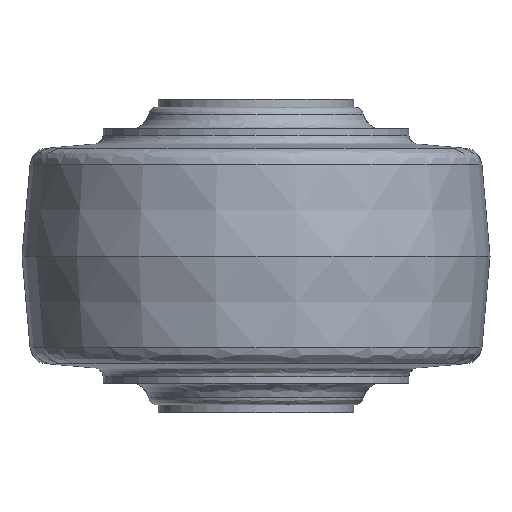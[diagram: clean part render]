
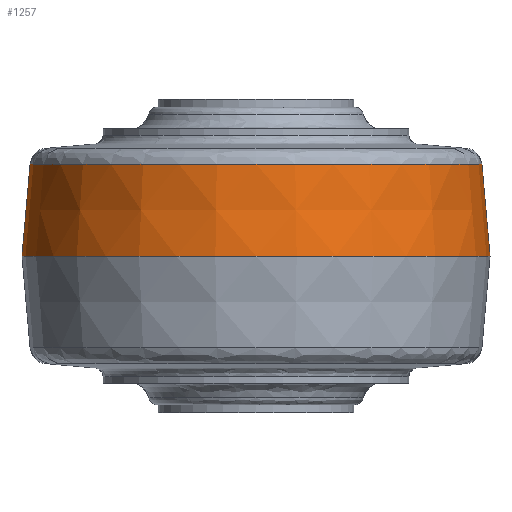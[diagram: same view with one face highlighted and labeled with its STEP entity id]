
A CAD part, front view. The second image highlights one B-rep face of the part: STEP entity #1257.
In plain terms, the highlighted conical face has half-angle 5 degrees and reference radius 20.574 mm.
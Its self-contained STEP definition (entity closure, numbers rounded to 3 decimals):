
#79 = CARTESIAN_POINT ( 'NONE',  ( 19.867, 0., 8.079 ) ) ;
#148 = CARTESIAN_POINT ( 'NONE',  ( -19.867, 0., 8.079 ) ) ;
#159 = DIRECTION ( 'NONE',  ( -0.087, 0., -0.996 ) ) ;
#166 = DIRECTION ( 'NONE',  ( 0., 0., 1. ) ) ;
#167 = ORIENTED_EDGE ( 'NONE', *, *, #1061, .F. ) ;
#371 = CIRCLE ( 'NONE', #464, 19.867 ) ;
#372 = AXIS2_PLACEMENT_3D ( 'NONE', #2226, #1445, #2470 ) ;
#464 = AXIS2_PLACEMENT_3D ( 'NONE', #1992, #1998, #2010 ) ;
#467 = VECTOR ( 'NONE', #159, 1000. ) ;
#516 = LINE ( 'NONE', #1050, #467 ) ;
#648 = VERTEX_POINT ( 'NONE', #2199 ) ;
#774 = VERTEX_POINT ( 'NONE', #79 ) ;
#827 = VERTEX_POINT ( 'NONE', #148 ) ;
#900 = DIRECTION ( 'NONE',  ( -1., 0., 0. ) ) ;
#947 = CARTESIAN_POINT ( 'NONE',  ( -20.574, 0., 0. ) ) ;
#1038 = CARTESIAN_POINT ( 'NONE',  ( 0., 0., 0. ) ) ;
#1041 = FACE_OUTER_BOUND ( 'NONE', #1817, .T. ) ;
#1050 = CARTESIAN_POINT ( 'NONE',  ( -20.574, 0., 0. ) ) ;
#1061 = EDGE_CURVE ( 'NONE', #827, #774, #371, .T. ) ;
#1068 = VECTOR ( 'NONE', #2023, 1000. ) ;
#1138 = AXIS2_PLACEMENT_3D ( 'NONE', #1038, #166, #900 ) ;
#1257 = ADVANCED_FACE ( 'NONE', ( #1041 ), #1403, .T. ) ;
#1270 = LINE ( 'NONE', #2061, #1068 ) ;
#1388 = VERTEX_POINT ( 'NONE', #947 ) ;
#1403 = CONICAL_SURFACE ( 'NONE', #372, 20.574, 0.087 ) ;
#1409 = EDGE_CURVE ( 'NONE', #1388, #648, #2411, .T. ) ;
#1445 = DIRECTION ( 'NONE',  ( 0., 0., -1. ) ) ;
#1451 = EDGE_CURVE ( 'NONE', #827, #1388, #516, .T. ) ;
#1630 = ORIENTED_EDGE ( 'NONE', *, *, #1451, .T. ) ;
#1817 = EDGE_LOOP ( 'NONE', ( #2077, #167, #1630, #2002 ) ) ;
#1992 = CARTESIAN_POINT ( 'NONE',  ( 0., 0., 8.079 ) ) ;
#1998 = DIRECTION ( 'NONE',  ( 0., 0., 1. ) ) ;
#2002 = ORIENTED_EDGE ( 'NONE', *, *, #1409, .T. ) ;
#2010 = DIRECTION ( 'NONE',  ( 1., 0., 0. ) ) ;
#2023 = DIRECTION ( 'NONE',  ( 0.087, 0., -0.996 ) ) ;
#2061 = CARTESIAN_POINT ( 'NONE',  ( 20.574, 0., 0. ) ) ;
#2077 = ORIENTED_EDGE ( 'NONE', *, *, #2219, .F. ) ;
#2199 = CARTESIAN_POINT ( 'NONE',  ( 20.574, 0., 0. ) ) ;
#2219 = EDGE_CURVE ( 'NONE', #774, #648, #1270, .T. ) ;
#2226 = CARTESIAN_POINT ( 'NONE',  ( 0., 0., 0. ) ) ;
#2411 = CIRCLE ( 'NONE', #1138, 20.574 ) ;
#2470 = DIRECTION ( 'NONE',  ( -1., 0., 0. ) ) ;
